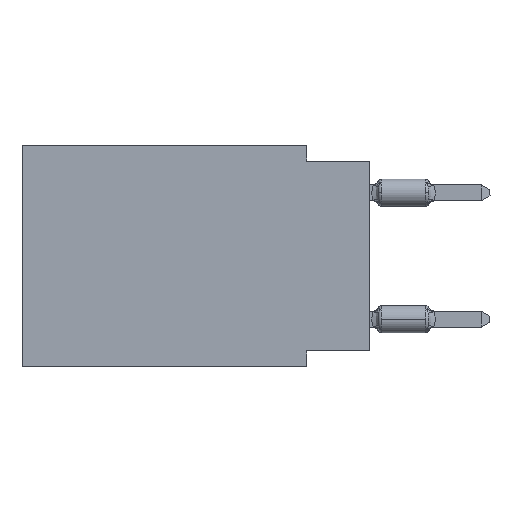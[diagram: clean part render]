
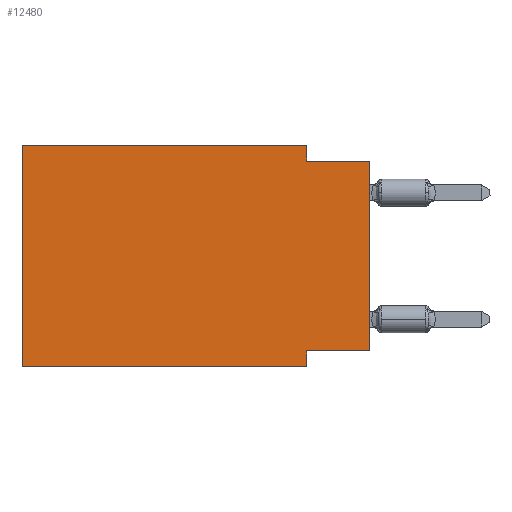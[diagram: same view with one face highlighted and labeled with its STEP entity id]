
A CAD part, left-side view. The second image highlights one B-rep face of the part: STEP entity #12480.
In plain terms, the highlighted planar face has unit normal (-1, 0, 0).
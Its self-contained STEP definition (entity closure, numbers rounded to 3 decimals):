
#153 = VECTOR ( 'NONE', #7028, 1000. ) ;
#547 = VECTOR ( 'NONE', #13956, 1000. ) ;
#1214 = EDGE_LOOP ( 'NONE', ( #8267, #3138, #2263, #12680, #15900, #7327, #13626, #10069 ) ) ;
#2263 = ORIENTED_EDGE ( 'NONE', *, *, #10939, .F. ) ;
#2326 = CARTESIAN_POINT ( 'NONE',  ( 0., 13.97, 0. ) ) ;
#2526 = LINE ( 'NONE', #3768, #6642 ) ;
#2891 = CARTESIAN_POINT ( 'NONE',  ( 0., 2.54, -0.635 ) ) ;
#3138 = ORIENTED_EDGE ( 'NONE', *, *, #4131, .F. ) ;
#3283 = CARTESIAN_POINT ( 'NONE',  ( 0., 2.54, -8.89 ) ) ;
#3366 = EDGE_CURVE ( 'NONE', #12005, #7383, #8651, .T. ) ;
#3768 = CARTESIAN_POINT ( 'NONE',  ( 0., 13.97, -8.89 ) ) ;
#4131 = EDGE_CURVE ( 'NONE', #13971, #6735, #7323, .T. ) ;
#4411 = VECTOR ( 'NONE', #14308, 1000. ) ;
#4624 = CARTESIAN_POINT ( 'NONE',  ( 0., 13.97, 0. ) ) ;
#5156 = EDGE_CURVE ( 'NONE', #15708, #8176, #16124, .T. ) ;
#5507 = VECTOR ( 'NONE', #8933, 1000. ) ;
#5802 = CARTESIAN_POINT ( 'NONE',  ( 0., 0., -8.255 ) ) ;
#5945 = CARTESIAN_POINT ( 'NONE',  ( 0., 0., 0. ) ) ;
#6286 = DIRECTION ( 'NONE',  ( 0., -1., 0. ) ) ;
#6560 = FACE_OUTER_BOUND ( 'NONE', #1214, .T. ) ;
#6638 = CARTESIAN_POINT ( 'NONE',  ( 0., 0., -0.635 ) ) ;
#6642 = VECTOR ( 'NONE', #6286, 1000. ) ;
#6735 = VERTEX_POINT ( 'NONE', #6638 ) ;
#6964 = EDGE_CURVE ( 'NONE', #13259, #15691, #2526, .T. ) ;
#7028 = DIRECTION ( 'NONE',  ( 0., 0., -1. ) ) ;
#7323 = LINE ( 'NONE', #10112, #5507 ) ;
#7327 = ORIENTED_EDGE ( 'NONE', *, *, #6964, .T. ) ;
#7383 = VERTEX_POINT ( 'NONE', #10454 ) ;
#7735 = PLANE ( 'NONE',  #12174 ) ;
#7808 = CARTESIAN_POINT ( 'NONE',  ( 0., 13.97, 0. ) ) ;
#8176 = VERTEX_POINT ( 'NONE', #11576 ) ;
#8267 = ORIENTED_EDGE ( 'NONE', *, *, #16042, .T. ) ;
#8651 = LINE ( 'NONE', #10087, #15396 ) ;
#8827 = DIRECTION ( 'NONE',  ( 0., 1., 0. ) ) ;
#8924 = EDGE_CURVE ( 'NONE', #13259, #15708, #11767, .T. ) ;
#8933 = DIRECTION ( 'NONE',  ( 0., -1., 0. ) ) ;
#10069 = ORIENTED_EDGE ( 'NONE', *, *, #3366, .F. ) ;
#10087 = CARTESIAN_POINT ( 'NONE',  ( 0., 0., -8.255 ) ) ;
#10112 = CARTESIAN_POINT ( 'NONE',  ( 0., 0., -0.635 ) ) ;
#10454 = CARTESIAN_POINT ( 'NONE',  ( 0., 2.54, -8.255 ) ) ;
#10623 = VECTOR ( 'NONE', #13750, 1000. ) ;
#10746 = LINE ( 'NONE', #14657, #153 ) ;
#10939 = EDGE_CURVE ( 'NONE', #8176, #13971, #15335, .T. ) ;
#11060 = VECTOR ( 'NONE', #13654, 1000. ) ;
#11491 = CARTESIAN_POINT ( 'NONE',  ( 0., 2.54, 0. ) ) ;
#11576 = CARTESIAN_POINT ( 'NONE',  ( 0., 2.54, 0. ) ) ;
#11767 = LINE ( 'NONE', #2326, #547 ) ;
#12005 = VERTEX_POINT ( 'NONE', #5802 ) ;
#12174 = AXIS2_PLACEMENT_3D ( 'NONE', #7808, #15607, #12845 ) ;
#12247 = LINE ( 'NONE', #5945, #11060 ) ;
#12480 = ADVANCED_FACE ( 'NONE', ( #6560 ), #7735, .F. ) ;
#12680 = ORIENTED_EDGE ( 'NONE', *, *, #5156, .F. ) ;
#12845 = DIRECTION ( 'NONE',  ( 0., 0., -1. ) ) ;
#13049 = EDGE_CURVE ( 'NONE', #7383, #15691, #10746, .T. ) ;
#13259 = VERTEX_POINT ( 'NONE', #16425 ) ;
#13507 = CARTESIAN_POINT ( 'NONE',  ( 0., 13.97, 0. ) ) ;
#13626 = ORIENTED_EDGE ( 'NONE', *, *, #13049, .F. ) ;
#13654 = DIRECTION ( 'NONE',  ( 0., 0., 1. ) ) ;
#13750 = DIRECTION ( 'NONE',  ( 0., -1., 0. ) ) ;
#13956 = DIRECTION ( 'NONE',  ( 0., 0., 1. ) ) ;
#13971 = VERTEX_POINT ( 'NONE', #2891 ) ;
#14308 = DIRECTION ( 'NONE',  ( 0., 0., -1. ) ) ;
#14657 = CARTESIAN_POINT ( 'NONE',  ( 0., 2.54, -8.89 ) ) ;
#15335 = LINE ( 'NONE', #11491, #4411 ) ;
#15396 = VECTOR ( 'NONE', #8827, 1000. ) ;
#15607 = DIRECTION ( 'NONE',  ( 1., 0., 0. ) ) ;
#15691 = VERTEX_POINT ( 'NONE', #3283 ) ;
#15708 = VERTEX_POINT ( 'NONE', #13507 ) ;
#15900 = ORIENTED_EDGE ( 'NONE', *, *, #8924, .F. ) ;
#16042 = EDGE_CURVE ( 'NONE', #12005, #6735, #12247, .T. ) ;
#16124 = LINE ( 'NONE', #4624, #10623 ) ;
#16425 = CARTESIAN_POINT ( 'NONE',  ( 0., 13.97, -8.89 ) ) ;
